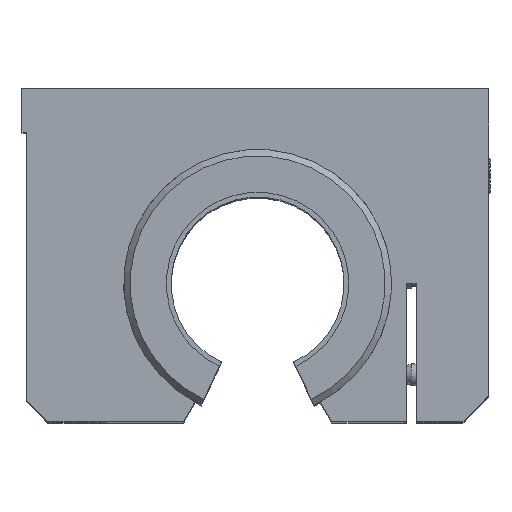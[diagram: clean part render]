
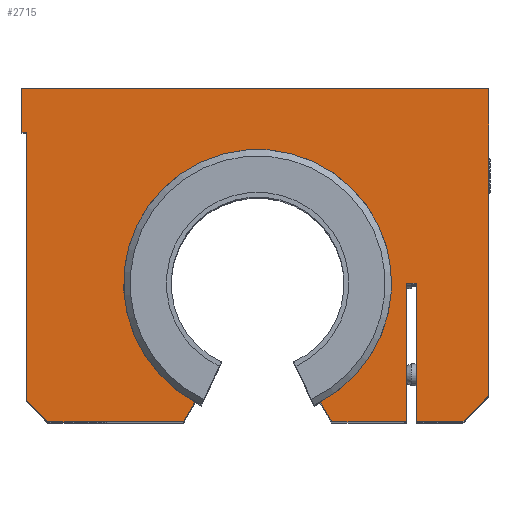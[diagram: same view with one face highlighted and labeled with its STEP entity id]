
A CAD part, top view. The second image highlights one B-rep face of the part: STEP entity #2715.
In plain terms, the highlighted planar face has unit normal (0, 0, 1).
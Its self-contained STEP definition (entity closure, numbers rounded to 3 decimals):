
#229=CIRCLE('',#3028,31.);
#378=FACE_OUTER_BOUND('',#564,.T.);
#564=EDGE_LOOP('',(#2347,#2348,#2349,#2350,#2351,#2352,#2353,#2354,#2355,
#2356,#2357,#2358,#2359,#2360,#2361,#2362));
#647=LINE('',#4145,#902);
#682=LINE('',#4289,#937);
#687=LINE('',#4298,#942);
#701=LINE('',#4367,#956);
#762=LINE('',#4582,#1017);
#766=LINE('',#4589,#1021);
#771=LINE('',#4599,#1026);
#786=LINE('',#4628,#1041);
#788=LINE('',#4632,#1043);
#791=LINE('',#4636,#1046);
#792=LINE('',#4640,#1047);
#794=LINE('',#4644,#1049);
#797=LINE('',#4651,#1052);
#798=LINE('',#4653,#1053);
#799=LINE('',#4655,#1054);
#902=VECTOR('',#3311,10.);
#937=VECTOR('',#3406,10.);
#942=VECTOR('',#3413,10.);
#956=VECTOR('',#3497,10.);
#1017=VECTOR('',#3666,10.);
#1021=VECTOR('',#3672,10.);
#1026=VECTOR('',#3679,10.);
#1041=VECTOR('',#3708,10.);
#1043=VECTOR('',#3712,10.);
#1046=VECTOR('',#3717,10.);
#1047=VECTOR('',#3722,10.);
#1049=VECTOR('',#3726,10.);
#1052=VECTOR('',#3735,10.);
#1053=VECTOR('',#3738,10.);
#1054=VECTOR('',#3741,10.);
#1169=VERTEX_POINT('',#4142);
#1170=VERTEX_POINT('',#4144);
#1205=VERTEX_POINT('',#4285);
#1207=VERTEX_POINT('',#4288);
#1209=VERTEX_POINT('',#4294);
#1230=VERTEX_POINT('',#4365);
#1289=VERTEX_POINT('',#4579);
#1290=VERTEX_POINT('',#4581);
#1292=VERTEX_POINT('',#4587);
#1295=VERTEX_POINT('',#4596);
#1296=VERTEX_POINT('',#4598);
#1303=VERTEX_POINT('',#4627);
#1304=VERTEX_POINT('',#4631);
#1305=VERTEX_POINT('',#4639);
#1306=VERTEX_POINT('',#4643);
#1307=VERTEX_POINT('',#4647);
#1454=EDGE_CURVE('',#1169,#1170,#647,.T.);
#1504=EDGE_CURVE('',#1205,#1207,#682,.T.);
#1509=EDGE_CURVE('',#1207,#1209,#687,.T.);
#1542=EDGE_CURVE('',#1230,#1169,#701,.T.);
#1627=EDGE_CURVE('',#1289,#1290,#762,.T.);
#1631=EDGE_CURVE('',#1292,#1289,#766,.T.);
#1636=EDGE_CURVE('',#1295,#1296,#771,.T.);
#1652=EDGE_CURVE('',#1296,#1303,#786,.T.);
#1654=EDGE_CURVE('',#1303,#1304,#788,.T.);
#1657=EDGE_CURVE('',#1304,#1230,#791,.T.);
#1658=EDGE_CURVE('',#1170,#1305,#792,.T.);
#1660=EDGE_CURVE('',#1305,#1306,#794,.T.);
#1662=EDGE_CURVE('',#1306,#1307,#229,.T.);
#1664=EDGE_CURVE('',#1307,#1292,#797,.T.);
#1665=EDGE_CURVE('',#1290,#1205,#798,.T.);
#1666=EDGE_CURVE('',#1209,#1295,#799,.T.);
#2347=ORIENTED_EDGE('',*,*,#1636,.F.);
#2348=ORIENTED_EDGE('',*,*,#1666,.F.);
#2349=ORIENTED_EDGE('',*,*,#1509,.F.);
#2350=ORIENTED_EDGE('',*,*,#1504,.F.);
#2351=ORIENTED_EDGE('',*,*,#1665,.F.);
#2352=ORIENTED_EDGE('',*,*,#1627,.F.);
#2353=ORIENTED_EDGE('',*,*,#1631,.F.);
#2354=ORIENTED_EDGE('',*,*,#1664,.F.);
#2355=ORIENTED_EDGE('',*,*,#1662,.F.);
#2356=ORIENTED_EDGE('',*,*,#1660,.F.);
#2357=ORIENTED_EDGE('',*,*,#1658,.F.);
#2358=ORIENTED_EDGE('',*,*,#1454,.F.);
#2359=ORIENTED_EDGE('',*,*,#1542,.F.);
#2360=ORIENTED_EDGE('',*,*,#1657,.F.);
#2361=ORIENTED_EDGE('',*,*,#1654,.F.);
#2362=ORIENTED_EDGE('',*,*,#1652,.F.);
#2576=PLANE('',#3032);
#2715=ADVANCED_FACE('',(#378),#2576,.T.);
#3028=AXIS2_PLACEMENT_3D('',#4648,#3730,#3731);
#3032=AXIS2_PLACEMENT_3D('',#4656,#3742,#3743);
#3311=DIRECTION('',(0.,-1.,0.));
#3406=DIRECTION('',(-1.,0.,0.));
#3413=DIRECTION('',(0.,1.,0.));
#3497=DIRECTION('',(-1.,0.,0.));
#3666=DIRECTION('',(-0.707,0.707,0.));
#3672=DIRECTION('',(-1.,0.,0.));
#3679=DIRECTION('',(0.,-1.,0.));
#3708=DIRECTION('',(-0.707,-0.707,0.));
#3712=DIRECTION('',(-1.,0.,0.));
#3717=DIRECTION('',(0.,1.,0.));
#3722=DIRECTION('',(-1.,0.,0.));
#3726=DIRECTION('',(-0.5,0.866,0.));
#3730=DIRECTION('center_axis',(0.,0.,1.));
#3731=DIRECTION('ref_axis',(0.468,-0.884,0.));
#3735=DIRECTION('',(-0.5,-0.866,0.));
#3738=DIRECTION('',(0.,1.,0.));
#3741=DIRECTION('',(1.,0.,0.));
#3742=DIRECTION('center_axis',(0.,0.,1.));
#3743=DIRECTION('ref_axis',(1.,0.,0.));
#4142=CARTESIAN_POINT('',(34.5,-6.5,88.));
#4144=CARTESIAN_POINT('',(34.5,-38.5,88.));
#4145=CARTESIAN_POINT('',(34.5,-6.5,88.));
#4285=CARTESIAN_POINT('',(-53.5,28.5,88.));
#4288=CARTESIAN_POINT('',(-54.5,28.5,88.));
#4289=CARTESIAN_POINT('',(-53.5,28.5,88.));
#4294=CARTESIAN_POINT('',(-54.5,38.5,88.));
#4298=CARTESIAN_POINT('',(-54.5,28.5,88.));
#4365=CARTESIAN_POINT('',(36.65,-6.5,88.));
#4367=CARTESIAN_POINT('',(36.65,-6.5,88.));
#4579=CARTESIAN_POINT('',(-48.5,-38.5,88.));
#4581=CARTESIAN_POINT('',(-53.5,-33.5,88.));
#4582=CARTESIAN_POINT('',(-48.5,-38.5,88.));
#4587=CARTESIAN_POINT('',(-17.156,-38.5,88.));
#4589=CARTESIAN_POINT('',(-17.156,-38.5,88.));
#4596=CARTESIAN_POINT('',(53.5,38.5,88.));
#4598=CARTESIAN_POINT('',(53.5,-32.5,88.));
#4599=CARTESIAN_POINT('',(53.5,38.5,88.));
#4627=CARTESIAN_POINT('',(47.5,-38.5,88.));
#4628=CARTESIAN_POINT('',(53.5,-32.5,88.));
#4631=CARTESIAN_POINT('',(36.65,-38.5,88.));
#4632=CARTESIAN_POINT('',(47.5,-38.5,88.));
#4636=CARTESIAN_POINT('',(36.65,-38.5,88.));
#4639=CARTESIAN_POINT('',(17.156,-38.5,88.));
#4640=CARTESIAN_POINT('',(34.5,-38.5,88.));
#4643=CARTESIAN_POINT('',(14.5,-33.9,88.));
#4644=CARTESIAN_POINT('',(17.156,-38.5,88.));
#4647=CARTESIAN_POINT('',(-14.5,-33.9,88.));
#4648=CARTESIAN_POINT('Origin',(0.,-6.5,88.));
#4651=CARTESIAN_POINT('',(-14.5,-33.9,88.));
#4653=CARTESIAN_POINT('',(-53.5,-33.5,88.));
#4655=CARTESIAN_POINT('',(-53.5,38.5,88.));
#4656=CARTESIAN_POINT('Origin',(3.96,-1.511,88.));
